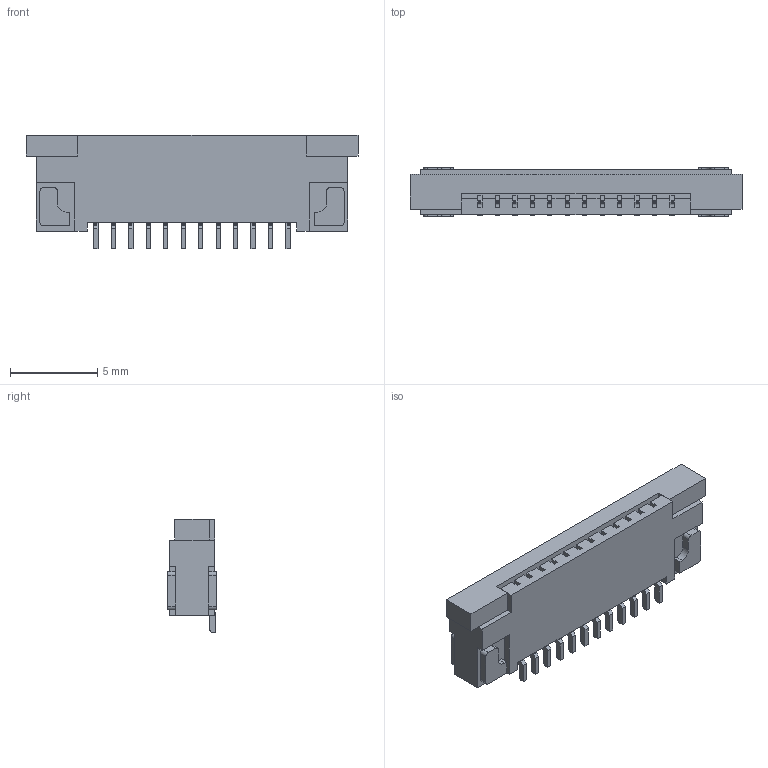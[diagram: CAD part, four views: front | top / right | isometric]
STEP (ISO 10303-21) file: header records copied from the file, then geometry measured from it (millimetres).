
FILE_DESCRIPTION(('STEP AP214'),'1');
FILE_NAME('ffc_fpc_affc07-12-100-shb-t.stp','2020-03-13T21:46:10',('TraceParts'),('TraceParts S.A.'),'Spatial InterOp 3D',' ',' ');
FILE_SCHEMA(('AUTOMOTIVE_DESIGN { 1 0 10303 214 1 1 1 1 }'));
Length unit declared in the file: millimetre
Products named in the file (1): ffc_fpc_affc07-12-100-shb-t
Bounding box: 19 x 2.8 x 6.51 mm (x, y, z)
Volume: 224.7 mm3; surface area: 451.9 mm2
Topology: 1 solids, 1 shells, 828 faces, 2376 edges, 1566 vertices
Faces by surface type: plane 812, cylinder 16
Entity records: 33100 total; most frequent: CARTESIAN_POINT 4771, ORIENTED_EDGE 4752, DIRECTION 4066, EDGE_CURVE 2376, LINE 2344, VECTOR 2344, VERTEX_POINT 1566, AXIS2_PLACEMENT_3D 861
